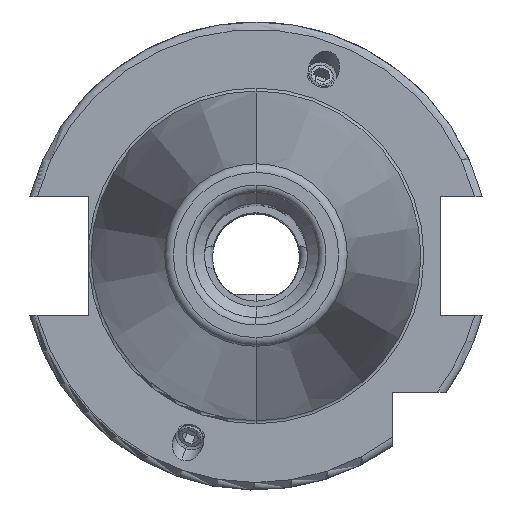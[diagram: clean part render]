
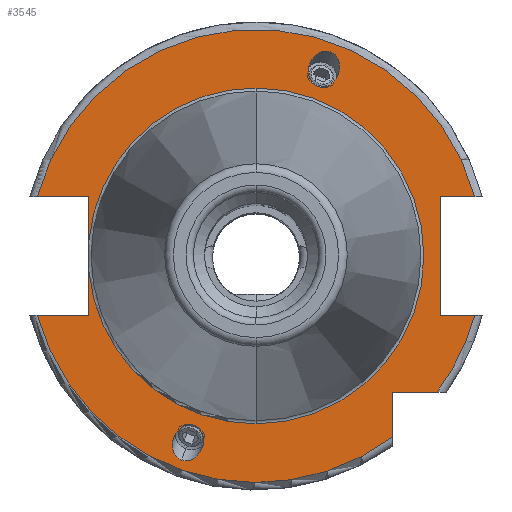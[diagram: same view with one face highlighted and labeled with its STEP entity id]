
A CAD part, top view. The second image highlights one B-rep face of the part: STEP entity #3545.
In plain terms, the highlighted planar face has unit normal (0, 0, 1).
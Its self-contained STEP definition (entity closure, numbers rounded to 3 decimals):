
#311=DIRECTION('',(1,0,0));
#312=VECTOR('',#311,7.004);
#313=CARTESIAN_POINT('',(-29.704,-8.05,15.9));
#314=LINE('',#313,#312);
#315=DIRECTION('',(0,1,0));
#316=VECTOR('',#315,5.917);
#317=CARTESIAN_POINT('',(-22.7,-8.05,15.9));
#318=LINE('',#317,#316);
#319=DIRECTION('',(0,1,0));
#320=VECTOR('',#319,5.917);
#321=CARTESIAN_POINT('',(-22.7,2.133,15.9));
#322=LINE('',#321,#320);
#323=DIRECTION('',(1,0,0));
#324=VECTOR('',#323,7.004);
#325=CARTESIAN_POINT('',(-29.704,8.05,15.9));
#326=LINE('',#325,#324);
#327=DIRECTION('',(-1,0,0));
#328=VECTOR('',#327,4.704);
#329=CARTESIAN_POINT('',(29.704,8.05,15.9));
#330=LINE('',#329,#328);
#331=DIRECTION('',(0,-1,0));
#332=VECTOR('',#331,16.1);
#333=CARTESIAN_POINT('',(25,8.05,15.9));
#334=LINE('',#333,#332);
#335=DIRECTION('',(-1,0,0));
#336=VECTOR('',#335,4.704);
#337=CARTESIAN_POINT('',(29.704,-8.05,15.9));
#338=LINE('',#337,#336);
#339=CARTESIAN_POINT('',(0,0,15.9));
#340=DIRECTION('',(0,0,1));
#341=DIRECTION('',(0.799,-0.601,0));
#342=AXIS2_PLACEMENT_3D('',#339,#340,#341);
#344=DIRECTION('',(-1,0,0));
#345=VECTOR('',#344,6.094);
#346=CARTESIAN_POINT('',(24.594,-18.5,15.9));
#347=LINE('',#346,#345);
#348=DIRECTION('',(0,1,0));
#349=VECTOR('',#348,6.094);
#350=CARTESIAN_POINT('',(18.5,-24.594,15.9));
#351=LINE('',#350,#349);
#352=CARTESIAN_POINT('',(10.09,27.723,15.9));
#353=CARTESIAN_POINT('',(9.863,27.806,15.9));
#354=CARTESIAN_POINT('',(9.337,27.884,15.9));
#355=CARTESIAN_POINT('',(8.455,27.594,15.9));
#356=CARTESIAN_POINT('',(7.834,27.033,15.9));
#357=CARTESIAN_POINT('',(7.483,26.49,15.9));
#358=CARTESIAN_POINT('',(7.298,26.077,15.9));
#359=CARTESIAN_POINT('',(7.174,25.641,15.9));
#360=CARTESIAN_POINT('',(7.094,25.,15.9));
#361=CARTESIAN_POINT('',(7.208,24.17,15.9));
#362=CARTESIAN_POINT('',(7.698,23.381,15.9));
#363=CARTESIAN_POINT('',(8.152,23.103,15.9));
#364=CARTESIAN_POINT('',(8.379,23.02,15.9));
#366=CARTESIAN_POINT('',(8.379,23.02,15.9));
#367=CARTESIAN_POINT('',(8.606,22.937,15.9));
#368=CARTESIAN_POINT('',(9.133,22.859,15.9));
#369=CARTESIAN_POINT('',(10.014,23.149,15.9));
#370=CARTESIAN_POINT('',(10.635,23.711,15.9));
#371=CARTESIAN_POINT('',(10.986,24.253,15.9));
#372=CARTESIAN_POINT('',(11.171,24.667,15.9));
#373=CARTESIAN_POINT('',(11.295,25.103,15.9));
#374=CARTESIAN_POINT('',(11.375,25.744,15.9));
#375=CARTESIAN_POINT('',(11.261,26.573,15.9));
#376=CARTESIAN_POINT('',(10.771,27.362,15.9));
#377=CARTESIAN_POINT('',(10.318,27.641,15.9));
#378=CARTESIAN_POINT('',(10.09,27.723,15.9));
#380=CARTESIAN_POINT('',(-10.09,-27.723,15.9));
#381=CARTESIAN_POINT('',(-10.318,-27.641,15.9));
#382=CARTESIAN_POINT('',(-10.771,-27.362,15.9));
#383=CARTESIAN_POINT('',(-11.261,-26.573,15.9));
#384=CARTESIAN_POINT('',(-11.375,-25.744,15.9));
#385=CARTESIAN_POINT('',(-11.295,-25.103,15.9));
#386=CARTESIAN_POINT('',(-11.171,-24.667,15.9));
#387=CARTESIAN_POINT('',(-10.986,-24.253,15.9));
#388=CARTESIAN_POINT('',(-10.635,-23.711,15.9));
#389=CARTESIAN_POINT('',(-10.014,-23.149,15.9));
#390=CARTESIAN_POINT('',(-9.133,-22.859,15.9));
#391=CARTESIAN_POINT('',(-8.606,-22.937,15.9));
#392=CARTESIAN_POINT('',(-8.379,-23.02,15.9));
#394=CARTESIAN_POINT('',(-8.379,-23.02,15.9));
#395=CARTESIAN_POINT('',(-8.152,-23.103,15.9));
#396=CARTESIAN_POINT('',(-7.698,-23.381,15.9));
#397=CARTESIAN_POINT('',(-7.208,-24.17,15.9));
#398=CARTESIAN_POINT('',(-7.094,-25.,15.9));
#399=CARTESIAN_POINT('',(-7.174,-25.641,15.9));
#400=CARTESIAN_POINT('',(-7.298,-26.077,15.9));
#401=CARTESIAN_POINT('',(-7.483,-26.49,15.9));
#402=CARTESIAN_POINT('',(-7.834,-27.033,15.9));
#403=CARTESIAN_POINT('',(-8.455,-27.594,15.9));
#404=CARTESIAN_POINT('',(-9.337,-27.884,15.9));
#405=CARTESIAN_POINT('',(-9.863,-27.806,15.9));
#406=CARTESIAN_POINT('',(-10.09,-27.723,15.9));
#418=CARTESIAN_POINT('',(0,0,15.9));
#419=DIRECTION('',(0,0,1));
#420=DIRECTION('',(0,1,0));
#421=AXIS2_PLACEMENT_3D('',#418,#419,#420);
#433=CARTESIAN_POINT('',(0,0,15.9));
#434=DIRECTION('',(0,0,1));
#435=DIRECTION('',(-0.996,-0.094,0));
#436=AXIS2_PLACEMENT_3D('',#433,#434,#435);
#438=CARTESIAN_POINT('',(0,0,15.9));
#439=DIRECTION('',(0,0,-1));
#440=DIRECTION('',(0,1,0));
#441=AXIS2_PLACEMENT_3D('',#438,#439,#440);
#1851=CARTESIAN_POINT('',(0,0,15.9));
#1852=DIRECTION('',(0,0,1));
#1853=DIRECTION('',(0.965,0.262,0));
#1854=AXIS2_PLACEMENT_3D('',#1851,#1852,#1853);
#1902=CARTESIAN_POINT('',(0,0,15.9));
#1903=DIRECTION('',(0,0,1));
#1904=DIRECTION('',(-0.965,-0.262,0));
#1905=AXIS2_PLACEMENT_3D('',#1902,#1903,#1904);
#2578=CARTESIAN_POINT('',(0,22.8,15.9));
#2580=VERTEX_POINT('',#2578);
#2600=CARTESIAN_POINT('',(0,-22.8,15.9));
#2602=VERTEX_POINT('',#2600);
#2748=CARTESIAN_POINT('',(-29.704,-8.05,15.9));
#2749=CARTESIAN_POINT('',(-22.7,-8.05,15.9));
#2750=VERTEX_POINT('',#2748);
#2751=VERTEX_POINT('',#2749);
#2752=CARTESIAN_POINT('',(-22.7,-2.133,15.9));
#2753=VERTEX_POINT('',#2752);
#2754=CARTESIAN_POINT('',(-22.7,2.133,15.9));
#2755=CARTESIAN_POINT('',(-22.7,8.05,15.9));
#2756=VERTEX_POINT('',#2754);
#2757=VERTEX_POINT('',#2755);
#2758=CARTESIAN_POINT('',(-29.704,8.05,15.9));
#2759=VERTEX_POINT('',#2758);
#2760=CARTESIAN_POINT('',(25,8.05,15.9));
#2761=CARTESIAN_POINT('',(25,-8.05,15.9));
#2762=VERTEX_POINT('',#2760);
#2763=VERTEX_POINT('',#2761);
#2764=CARTESIAN_POINT('',(29.704,-8.05,15.9));
#2765=VERTEX_POINT('',#2764);
#2766=CARTESIAN_POINT('',(29.704,8.05,15.9));
#2767=VERTEX_POINT('',#2766);
#2768=CARTESIAN_POINT('',(18.5,-24.594,15.9));
#2769=CARTESIAN_POINT('',(18.5,-18.5,15.9));
#2770=VERTEX_POINT('',#2768);
#2771=VERTEX_POINT('',#2769);
#2772=CARTESIAN_POINT('',(24.594,-18.5,15.9));
#2773=VERTEX_POINT('',#2772);
#2818=VERTEX_POINT('',#352);
#2819=VERTEX_POINT('',#364);
#2863=CARTESIAN_POINT('',(-10.09,-27.723,15.9));
#2865=VERTEX_POINT('',#2863);
#2866=CARTESIAN_POINT('',(-8.379,-23.02,15.9));
#2867=VERTEX_POINT('',#2866);
#3503=CARTESIAN_POINT('',(0,0,15.9));
#3504=DIRECTION('',(0,0,-1));
#3505=DIRECTION('',(0,-1,0));
#3506=AXIS2_PLACEMENT_3D('',#3503,#3504,#3505);
#3507=PLANE('',#3506);
#3508=ORIENTED_EDGE('',*,*,#3480,.T.);
#3509=ORIENTED_EDGE('',*,*,#3164,.T.);
#3511=ORIENTED_EDGE('',*,*,#3510,.T.);
#3513=ORIENTED_EDGE('',*,*,#3512,.F.);
#3515=ORIENTED_EDGE('',*,*,#3514,.T.);
#3516=ORIENTED_EDGE('',*,*,#3160,.T.);
#3517=ORIENTED_EDGE('',*,*,#3199,.F.);
#3519=ORIENTED_EDGE('',*,*,#3518,.F.);
#3521=ORIENTED_EDGE('',*,*,#3520,.T.);
#3523=ORIENTED_EDGE('',*,*,#3522,.T.);
#3524=ORIENTED_EDGE('',*,*,#3276,.F.);
#3526=ORIENTED_EDGE('',*,*,#3525,.F.);
#3527=ORIENTED_EDGE('',*,*,#3334,.T.);
#3528=ORIENTED_EDGE('',*,*,#3385,.F.);
#3530=ORIENTED_EDGE('',*,*,#3529,.F.);
#3531=EDGE_LOOP('',(#3508,#3509,#3511,#3513,#3515,#3516,#3517,#3519,#3521,#3523,
#3524,#3526,#3527,#3528,#3530));
#3532=FACE_OUTER_BOUND('',#3531,.F.);
#3534=ORIENTED_EDGE('',*,*,#3533,.T.);
#3536=ORIENTED_EDGE('',*,*,#3535,.T.);
#3537=EDGE_LOOP('',(#3534,#3536));
#3538=FACE_BOUND('',#3537,.F.);
#3540=ORIENTED_EDGE('',*,*,#3539,.F.);
#3542=ORIENTED_EDGE('',*,*,#3541,.F.);
#3543=EDGE_LOOP('',(#3540,#3542));
#3544=FACE_BOUND('',#3543,.F.);
#3545=ADVANCED_FACE('',(#3532,#3538,#3544),#3507,.F.);
#343=CIRCLE('',#342,30.775);
#365=B_SPLINE_CURVE_WITH_KNOTS('',3,(#352,#353,#354,#355,#356,#357,#358,#359,
#360,#361,#362,#363,#364),.UNSPECIFIED.,.F.,.F.,(4,1,1,1,1,1,1,1,1,1,4),(0,
0.125,0.25,0.375,0.438,0.5,0.563,0.625,0.75,0.875,1),
.UNSPECIFIED.);
#379=B_SPLINE_CURVE_WITH_KNOTS('',3,(#366,#367,#368,#369,#370,#371,#372,#373,
#374,#375,#376,#377,#378),.UNSPECIFIED.,.F.,.F.,(4,1,1,1,1,1,1,1,1,1,4),(0,
0.125,0.25,0.375,0.438,0.5,0.563,0.625,0.75,0.875,1),
.UNSPECIFIED.);
#393=B_SPLINE_CURVE_WITH_KNOTS('',3,(#380,#381,#382,#383,#384,#385,#386,#387,
#388,#389,#390,#391,#392),.UNSPECIFIED.,.F.,.F.,(4,1,1,1,1,1,1,1,1,1,4),(0,
0.125,0.25,0.375,0.438,0.5,0.563,0.625,0.75,0.875,1),
.UNSPECIFIED.);
#407=B_SPLINE_CURVE_WITH_KNOTS('',3,(#394,#395,#396,#397,#398,#399,#400,#401,
#402,#403,#404,#405,#406),.UNSPECIFIED.,.F.,.F.,(4,1,1,1,1,1,1,1,1,1,4),(0,
0.125,0.25,0.375,0.438,0.5,0.563,0.625,0.75,0.875,1),
.UNSPECIFIED.);
#422=CIRCLE('',#421,22.8);
#437=CIRCLE('',#436,22.8);
#442=CIRCLE('',#441,22.8);
#1855=CIRCLE('',#1854,30.775);
#1906=CIRCLE('',#1905,30.775);
#3160=EDGE_CURVE('',#2756,#2757,#322,.T.);
#3164=EDGE_CURVE('',#2751,#2753,#318,.T.);
#3199=EDGE_CURVE('',#2759,#2757,#326,.T.);
#3276=EDGE_CURVE('',#2765,#2763,#338,.T.);
#3334=EDGE_CURVE('',#2773,#2771,#347,.T.);
#3385=EDGE_CURVE('',#2770,#2771,#351,.T.);
#3480=EDGE_CURVE('',#2750,#2751,#314,.T.);
#3510=EDGE_CURVE('',#2753,#2602,#437,.T.);
#3512=EDGE_CURVE('',#2580,#2602,#442,.T.);
#3514=EDGE_CURVE('',#2580,#2756,#422,.T.);
#3518=EDGE_CURVE('',#2767,#2759,#1855,.T.);
#3520=EDGE_CURVE('',#2767,#2762,#330,.T.);
#3522=EDGE_CURVE('',#2762,#2763,#334,.T.);
#3525=EDGE_CURVE('',#2773,#2765,#343,.T.);
#3529=EDGE_CURVE('',#2750,#2770,#1906,.T.);
#3533=EDGE_CURVE('',#2818,#2819,#365,.T.);
#3535=EDGE_CURVE('',#2819,#2818,#379,.T.);
#3539=EDGE_CURVE('',#2865,#2867,#393,.T.);
#3541=EDGE_CURVE('',#2867,#2865,#407,.T.);
